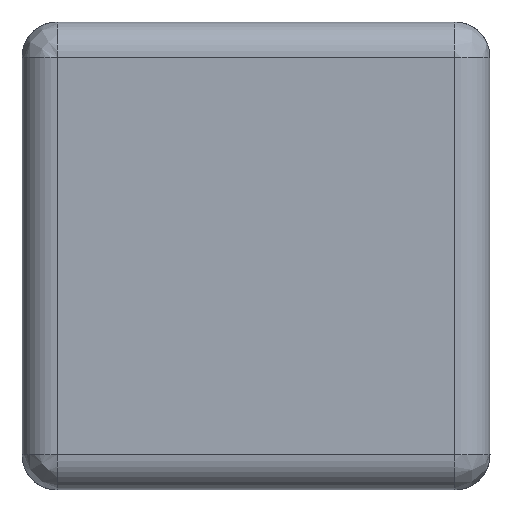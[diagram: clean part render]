
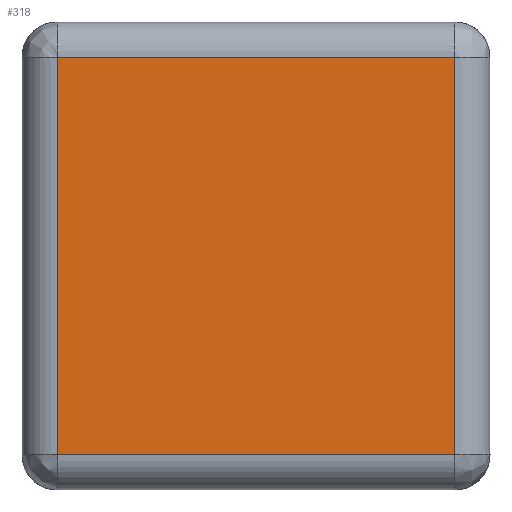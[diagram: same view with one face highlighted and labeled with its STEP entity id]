
A CAD part, left-side view. The second image highlights one B-rep face of the part: STEP entity #318.
In plain terms, the highlighted planar face has unit normal (-1, 0, 0).
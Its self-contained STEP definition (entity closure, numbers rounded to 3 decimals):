
#253 = ORIENTED_EDGE ( 'NONE', *, *, #3712, .T. ) ;
#318 = ADVANCED_FACE ( 'NONE', ( #1482 ), #4072, .T. ) ;
#453 = LINE ( 'NONE', #1912, #4414 ) ;
#862 = VERTEX_POINT ( 'NONE', #2946 ) ;
#1055 = VERTEX_POINT ( 'NONE', #1338 ) ;
#1058 = DIRECTION ( 'NONE',  ( -1., 0., 0. ) ) ;
#1124 = DIRECTION ( 'NONE',  ( 0., -1., 0. ) ) ;
#1129 = CARTESIAN_POINT ( 'NONE',  ( -0.8, -0.34, 0.07 ) ) ;
#1133 = EDGE_CURVE ( 'NONE', #862, #4662, #3689, .T. ) ;
#1338 = CARTESIAN_POINT ( 'NONE',  ( -0.8, -0.34, 0.75 ) ) ;
#1339 = ORIENTED_EDGE ( 'NONE', *, *, #1133, .T. ) ;
#1353 = AXIS2_PLACEMENT_3D ( 'NONE', #4456, #1058, #3646 ) ;
#1482 = FACE_OUTER_BOUND ( 'NONE', #2941, .T. ) ;
#1587 = VECTOR ( 'NONE', #3850, 1000. ) ;
#1792 = ORIENTED_EDGE ( 'NONE', *, *, #2610, .F. ) ;
#1912 = CARTESIAN_POINT ( 'NONE',  ( -0.8, 0., 0.75 ) ) ;
#2221 = EDGE_CURVE ( 'NONE', #2555, #862, #2322, .T. ) ;
#2322 = LINE ( 'NONE', #2381, #1587 ) ;
#2381 = CARTESIAN_POINT ( 'NONE',  ( -0.8, 0.34, 0.41 ) ) ;
#2555 = VERTEX_POINT ( 'NONE', #2656 ) ;
#2610 = EDGE_CURVE ( 'NONE', #2555, #1055, #453, .T. ) ;
#2656 = CARTESIAN_POINT ( 'NONE',  ( -0.8, 0.34, 0.75 ) ) ;
#2754 = VECTOR ( 'NONE', #3792, 1000. ) ;
#2941 = EDGE_LOOP ( 'NONE', ( #253, #1792, #3520, #1339 ) ) ;
#2946 = CARTESIAN_POINT ( 'NONE',  ( -0.8, 0.34, 0.07 ) ) ;
#2985 = VECTOR ( 'NONE', #1124, 1000. ) ;
#3041 = LINE ( 'NONE', #4509, #2754 ) ;
#3282 = CARTESIAN_POINT ( 'NONE',  ( -0.8, 0., 0.07 ) ) ;
#3520 = ORIENTED_EDGE ( 'NONE', *, *, #2221, .T. ) ;
#3646 = DIRECTION ( 'NONE',  ( 0., -1., 0. ) ) ;
#3689 = LINE ( 'NONE', #3282, #2985 ) ;
#3712 = EDGE_CURVE ( 'NONE', #4662, #1055, #3041, .T. ) ;
#3792 = DIRECTION ( 'NONE',  ( 0., 0., 1. ) ) ;
#3850 = DIRECTION ( 'NONE',  ( 0., 0., -1. ) ) ;
#4072 = PLANE ( 'NONE',  #1353 ) ;
#4414 = VECTOR ( 'NONE', #4504, 1000. ) ;
#4456 = CARTESIAN_POINT ( 'NONE',  ( -0.8, 0.4, 0.01 ) ) ;
#4504 = DIRECTION ( 'NONE',  ( 0., -1., 0. ) ) ;
#4509 = CARTESIAN_POINT ( 'NONE',  ( -0.8, -0.34, 0.41 ) ) ;
#4662 = VERTEX_POINT ( 'NONE', #1129 ) ;
